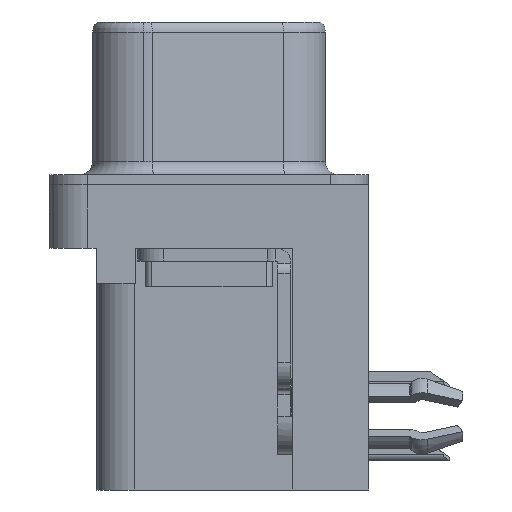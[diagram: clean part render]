
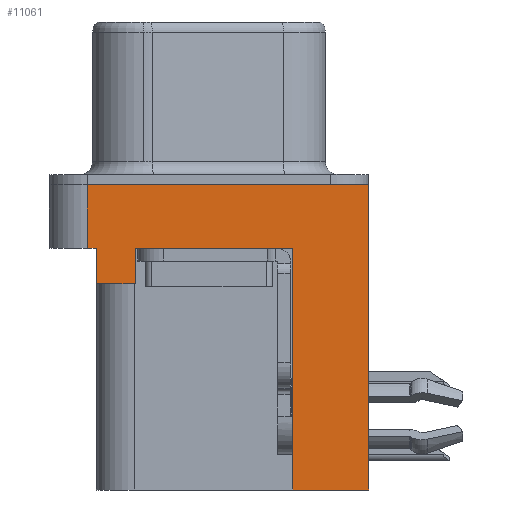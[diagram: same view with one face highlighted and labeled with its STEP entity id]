
A CAD part, left-side view. The second image highlights one B-rep face of the part: STEP entity #11061.
In plain terms, the highlighted planar face has unit normal (-1, 0, 0).
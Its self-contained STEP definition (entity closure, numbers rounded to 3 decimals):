
#115 = CARTESIAN_POINT ( 'NONE',  ( -2.91, -6.275, 0. ) ) ;
#307 = LINE ( 'NONE', #1743, #12263 ) ;
#524 = VERTEX_POINT ( 'NONE', #15157 ) ;
#660 = DIRECTION ( 'NONE',  ( 0., -1., 0. ) ) ;
#883 = CARTESIAN_POINT ( 'NONE',  ( -2.91, -3.295, -12. ) ) ;
#988 = VERTEX_POINT ( 'NONE', #8866 ) ;
#1180 = LINE ( 'NONE', #7321, #5936 ) ;
#1264 = EDGE_LOOP ( 'NONE', ( #16670, #17906, #1435, #15657, #11130, #16616, #13618, #4589, #3138, #13307 ) ) ;
#1291 = CARTESIAN_POINT ( 'NONE',  ( -2.91, 4.425, -2.5 ) ) ;
#1296 = DIRECTION ( 'NONE',  ( 0., 1., 0. ) ) ;
#1435 = ORIENTED_EDGE ( 'NONE', *, *, #12886, .T. ) ;
#1743 = CARTESIAN_POINT ( 'NONE',  ( -2.91, 2.895, -3.9 ) ) ;
#1796 = DIRECTION ( 'NONE',  ( 0., 1., 0. ) ) ;
#1965 = EDGE_CURVE ( 'NONE', #524, #988, #307, .T. ) ;
#2177 = EDGE_CURVE ( 'NONE', #15504, #10680, #7728, .T. ) ;
#2339 = VECTOR ( 'NONE', #15965, 1000. ) ;
#2350 = CARTESIAN_POINT ( 'NONE',  ( -2.91, -6.275, -12. ) ) ;
#2526 = DIRECTION ( 'NONE',  ( -1., 0., 0. ) ) ;
#3138 = ORIENTED_EDGE ( 'NONE', *, *, #3302, .F. ) ;
#3302 = EDGE_CURVE ( 'NONE', #3666, #15504, #1180, .T. ) ;
#3666 = VERTEX_POINT ( 'NONE', #2350 ) ;
#3780 = LINE ( 'NONE', #16456, #10539 ) ;
#4013 = VECTOR ( 'NONE', #6465, 1000. ) ;
#4092 = LINE ( 'NONE', #13962, #8447 ) ;
#4107 = EDGE_CURVE ( 'NONE', #988, #10680, #10290, .T. ) ;
#4176 = DIRECTION ( 'NONE',  ( 0., -1., 0. ) ) ;
#4227 = VECTOR ( 'NONE', #6510, 1000. ) ;
#4589 = ORIENTED_EDGE ( 'NONE', *, *, #2177, .F. ) ;
#4888 = FACE_OUTER_BOUND ( 'NONE', #1264, .T. ) ;
#4992 = CARTESIAN_POINT ( 'NONE',  ( -2.91, 4.425, -3.9 ) ) ;
#5041 = EDGE_CURVE ( 'NONE', #17316, #9143, #8745, .T. ) ;
#5238 = PLANE ( 'NONE',  #11762 ) ;
#5422 = LINE ( 'NONE', #10006, #8067 ) ;
#5936 = VECTOR ( 'NONE', #1796, 1000. ) ;
#6285 = CARTESIAN_POINT ( 'NONE',  ( -2.91, 4.775, -2.5 ) ) ;
#6465 = DIRECTION ( 'NONE',  ( 0., 0., 1. ) ) ;
#6510 = DIRECTION ( 'NONE',  ( 0., 0., 1. ) ) ;
#7321 = CARTESIAN_POINT ( 'NONE',  ( -2.91, -3.295, -12. ) ) ;
#7723 = CARTESIAN_POINT ( 'NONE',  ( -2.91, -6.275, -2.5 ) ) ;
#7728 = LINE ( 'NONE', #883, #4013 ) ;
#7929 = EDGE_CURVE ( 'NONE', #9143, #15097, #5422, .T. ) ;
#8067 = VECTOR ( 'NONE', #11266, 1000. ) ;
#8272 = VERTEX_POINT ( 'NONE', #13582 ) ;
#8447 = VECTOR ( 'NONE', #1296, 1000. ) ;
#8745 = LINE ( 'NONE', #6285, #14137 ) ;
#8866 = CARTESIAN_POINT ( 'NONE',  ( -2.91, 2.895, -2.5 ) ) ;
#9018 = CARTESIAN_POINT ( 'NONE',  ( -2.91, -6.275, -2.5 ) ) ;
#9058 = EDGE_CURVE ( 'NONE', #524, #8272, #4092, .T. ) ;
#9143 = VERTEX_POINT ( 'NONE', #14316 ) ;
#9392 = CARTESIAN_POINT ( 'NONE',  ( -2.91, -6.275, -2.5 ) ) ;
#9838 = VECTOR ( 'NONE', #660, 1000. ) ;
#10006 = CARTESIAN_POINT ( 'NONE',  ( -2.91, -6.275, 0. ) ) ;
#10134 = EDGE_CURVE ( 'NONE', #3666, #15097, #10372, .T. ) ;
#10290 = LINE ( 'NONE', #9018, #9838 ) ;
#10372 = LINE ( 'NONE', #7723, #2339 ) ;
#10539 = VECTOR ( 'NONE', #4176, 1000. ) ;
#10680 = VERTEX_POINT ( 'NONE', #12726 ) ;
#11061 = ADVANCED_FACE ( 'NONE', ( #4888 ), #5238, .T. ) ;
#11130 = ORIENTED_EDGE ( 'NONE', *, *, #9058, .F. ) ;
#11266 = DIRECTION ( 'NONE',  ( 0., -1., 0. ) ) ;
#11383 = EDGE_CURVE ( 'NONE', #8272, #16998, #15313, .T. ) ;
#11465 = DIRECTION ( 'NONE',  ( 0., 0., 1. ) ) ;
#11604 = CARTESIAN_POINT ( 'NONE',  ( -2.91, -3.295, -12. ) ) ;
#11762 = AXIS2_PLACEMENT_3D ( 'NONE', #9392, #2526, #12104 ) ;
#12104 = DIRECTION ( 'NONE',  ( 0., 0., 1. ) ) ;
#12263 = VECTOR ( 'NONE', #11465, 1000. ) ;
#12726 = CARTESIAN_POINT ( 'NONE',  ( -2.91, -3.295, -2.5 ) ) ;
#12886 = EDGE_CURVE ( 'NONE', #17316, #16998, #3780, .T. ) ;
#13307 = ORIENTED_EDGE ( 'NONE', *, *, #10134, .T. ) ;
#13582 = CARTESIAN_POINT ( 'NONE',  ( -2.91, 4.425, -3.9 ) ) ;
#13618 = ORIENTED_EDGE ( 'NONE', *, *, #4107, .T. ) ;
#13962 = CARTESIAN_POINT ( 'NONE',  ( -2.91, 4.425, -3.9 ) ) ;
#14137 = VECTOR ( 'NONE', #14791, 1000. ) ;
#14316 = CARTESIAN_POINT ( 'NONE',  ( -2.91, 4.775, 0. ) ) ;
#14336 = CARTESIAN_POINT ( 'NONE',  ( -2.91, 4.775, -2.5 ) ) ;
#14791 = DIRECTION ( 'NONE',  ( 0., 0., 1. ) ) ;
#15097 = VERTEX_POINT ( 'NONE', #115 ) ;
#15157 = CARTESIAN_POINT ( 'NONE',  ( -2.91, 2.895, -3.9 ) ) ;
#15313 = LINE ( 'NONE', #4992, #4227 ) ;
#15504 = VERTEX_POINT ( 'NONE', #11604 ) ;
#15657 = ORIENTED_EDGE ( 'NONE', *, *, #11383, .F. ) ;
#15965 = DIRECTION ( 'NONE',  ( 0., 0., 1. ) ) ;
#16456 = CARTESIAN_POINT ( 'NONE',  ( -2.91, -6.275, -2.5 ) ) ;
#16616 = ORIENTED_EDGE ( 'NONE', *, *, #1965, .T. ) ;
#16670 = ORIENTED_EDGE ( 'NONE', *, *, #7929, .F. ) ;
#16998 = VERTEX_POINT ( 'NONE', #1291 ) ;
#17316 = VERTEX_POINT ( 'NONE', #14336 ) ;
#17906 = ORIENTED_EDGE ( 'NONE', *, *, #5041, .F. ) ;
